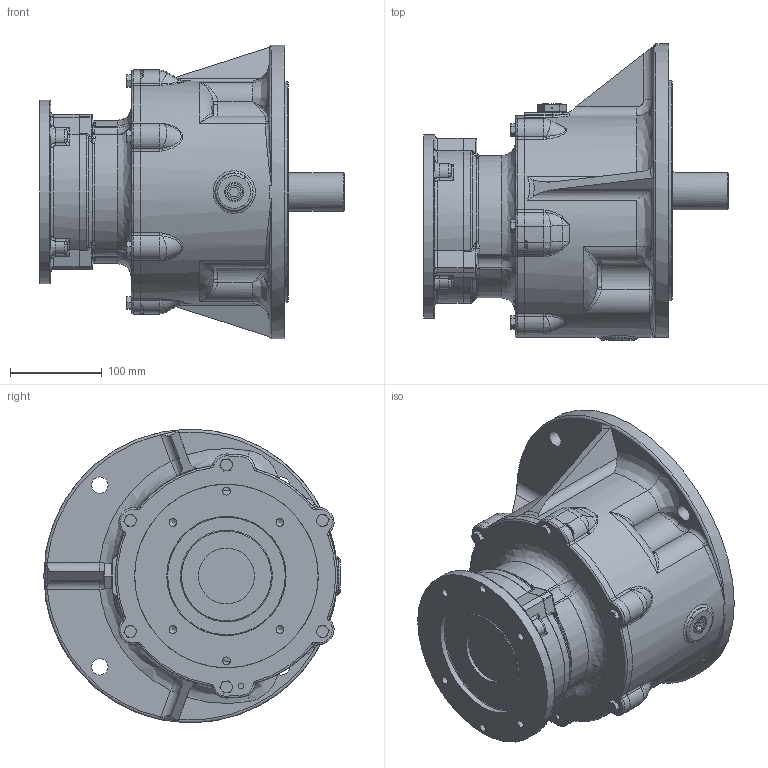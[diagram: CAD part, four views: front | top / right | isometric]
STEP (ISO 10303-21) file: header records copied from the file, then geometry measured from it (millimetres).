
FILE_DESCRIPTION (( 'STEP AP214' ), '1' );
FILE_NAME ('FN_FVI_1.5_R40.stp', '2022-06-23T00:23:48', ( 'Windows 餌辨濠' ), ( '' ), 'SwSTEP 2.0', 'SolidWorks 2021', '' );
FILE_SCHEMA (( 'AUTOMOTIVE_DESIGN' ));
Length unit declared in the file: millimetre
Products named in the file (1): FN_FVI_1.5_R40
Bounding box: 332 x 323.05 x 320 mm (x, y, z)
Volume: 10722636 mm3; surface area: 599475.6 mm2
Topology: 10 solids, 12 shells, 749 faces, 1796 edges, 1071 vertices
Faces by surface type: bspline 271, cylinder 214, plane 173, cone 91
Full cylindrical faces by diameter (mm): 1.5 x1, 6 x2, 6.647 x6, 6.8 x3, 8 x6, 8.5 x6, 9 x9, 11.6 x6, 14.95 x1, 18 x5, 26 x1, 42 x1, 45 x1, 49.8 x1, 61 x1, 64 x1, 68 x2, 98 x1, 130 x1, 200 x1, 213 x1, 220 x1, 222 x1, 227 x1, 240 x1, 320 x1
Entity records: 39912 total; most frequent: CARTESIAN_POINT 25075, ORIENTED_EDGE 3164, DIRECTION 2700, EDGE_CURVE 1582, AXIS2_PLACEMENT_3D 1139, VERTEX_POINT 1024, EDGE_LOOP 952, FACE_OUTER_BOUND 834
